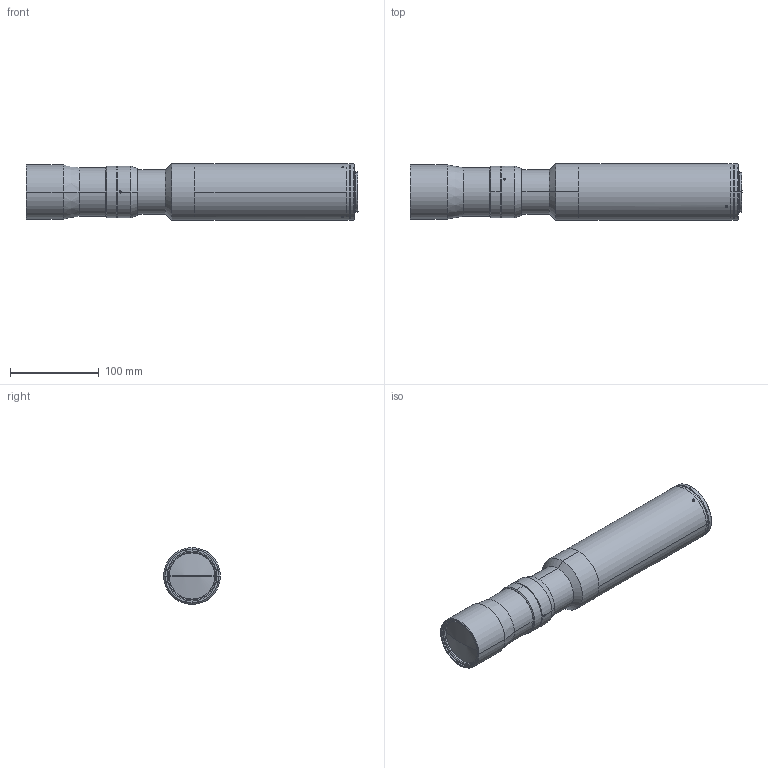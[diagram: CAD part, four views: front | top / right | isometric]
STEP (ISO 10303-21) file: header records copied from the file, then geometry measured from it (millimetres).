
FILE_DESCRIPTION (( 'STEP AP203' ), '1' );
FILE_NAME ('DP33136-A_TCSE16M024-F.step', '2023-08-04T07:50:14', ( '' ), ( '' ), 'SwSTEP 2.0', 'SolidWorks 2021', '' );
FILE_SCHEMA (( 'CONFIG_CONTROL_DESIGN' ));
Length unit declared in the file: millimetre
Products named in the file (1): DP33136-A_TCSE16M024-F
Bounding box: 374.31 x 64 x 64 mm (x, y, z)
Surface area: 110857.3 mm2 (no closed solid volume)
Topology: 0 solids, 19 shells, 159 faces, 449 edges, 301 vertices
Faces by surface type: plane 67, cylinder 55, cone 35, sphere 2
Entity records: 5544 total; most frequent: CARTESIAN_POINT 1342, DIRECTION 915, ORIENTED_EDGE 736, EDGE_CURVE 449, AXIS2_PLACEMENT_3D 340, VERTEX_POINT 301, LINE 235, VECTOR 235
